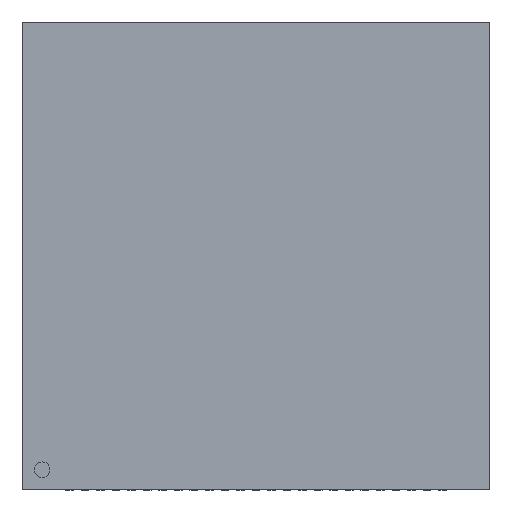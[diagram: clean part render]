
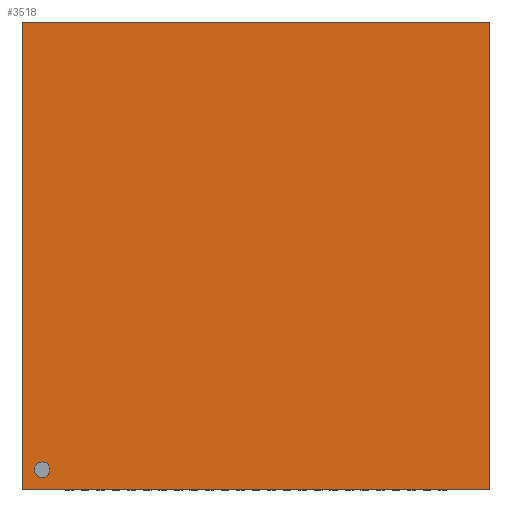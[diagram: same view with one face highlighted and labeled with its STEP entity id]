
A CAD part, top view. The second image highlights one B-rep face of the part: STEP entity #3518.
In plain terms, the highlighted planar face has unit normal (0, 0, 1).
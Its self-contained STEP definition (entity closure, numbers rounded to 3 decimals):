
#549 = LINE ( 'NONE', #17897, #11977 ) ;
#743 = EDGE_CURVE ( 'NONE', #16059, #23847, #25482, .T. ) ;
#1195 = LINE ( 'NONE', #7457, #22309 ) ;
#1292 = DIRECTION ( 'NONE',  ( 0., 0., 1. ) ) ;
#1799 = AXIS2_PLACEMENT_3D ( 'NONE', #25418, #21530, #2655 ) ;
#2248 = VERTEX_POINT ( 'NONE', #16670 ) ;
#2564 = DIRECTION ( 'NONE',  ( 1., 0., 0. ) ) ;
#2655 = DIRECTION ( 'NONE',  ( 1., 0., 0. ) ) ;
#2699 = PLANE ( 'NONE',  #12835 ) ;
#3015 = ORIENTED_EDGE ( 'NONE', *, *, #22649, .T. ) ;
#3518 = ADVANCED_FACE ( 'NONE', ( #13243, #21715 ), #2699, .T. ) ;
#4648 = CARTESIAN_POINT ( 'NONE',  ( -6., -6., 0.9 ) ) ;
#5370 = CARTESIAN_POINT ( 'NONE',  ( -5.5, -5.5, 0.9 ) ) ;
#5382 = ORIENTED_EDGE ( 'NONE', *, *, #7011, .T. ) ;
#5533 = VERTEX_POINT ( 'NONE', #25894 ) ;
#6876 = CARTESIAN_POINT ( 'NONE',  ( -6., -6., 0.9 ) ) ;
#7011 = EDGE_CURVE ( 'NONE', #2248, #5533, #549, .T. ) ;
#7457 = CARTESIAN_POINT ( 'NONE',  ( 6., 6., 0.9 ) ) ;
#7552 = DIRECTION ( 'NONE',  ( 1., 0., 0. ) ) ;
#7575 = CIRCLE ( 'NONE', #1799, 0.2 ) ;
#7771 = AXIS2_PLACEMENT_3D ( 'NONE', #5370, #9387, #22174 ) ;
#8042 = EDGE_CURVE ( 'NONE', #23847, #16059, #7575, .T. ) ;
#8585 = ORIENTED_EDGE ( 'NONE', *, *, #8042, .F. ) ;
#8838 = CARTESIAN_POINT ( 'NONE',  ( -6., 6., 0.9 ) ) ;
#9198 = VERTEX_POINT ( 'NONE', #22214 ) ;
#9387 = DIRECTION ( 'NONE',  ( 0., 0., 1. ) ) ;
#9646 = EDGE_CURVE ( 'NONE', #9198, #2248, #1195, .T. ) ;
#10763 = VECTOR ( 'NONE', #17433, 1000. ) ;
#11806 = CARTESIAN_POINT ( 'NONE',  ( -5.3, -5.5, 0.9 ) ) ;
#11977 = VECTOR ( 'NONE', #15537, 1000. ) ;
#12835 = AXIS2_PLACEMENT_3D ( 'NONE', #26574, #1292, #7552 ) ;
#13243 = FACE_OUTER_BOUND ( 'NONE', #17539, .T. ) ;
#13410 = LINE ( 'NONE', #8838, #10763 ) ;
#13819 = ORIENTED_EDGE ( 'NONE', *, *, #743, .F. ) ;
#13840 = VERTEX_POINT ( 'NONE', #6876 ) ;
#15537 = DIRECTION ( 'NONE',  ( -1., 0., 0. ) ) ;
#16059 = VERTEX_POINT ( 'NONE', #11806 ) ;
#16321 = VECTOR ( 'NONE', #2564, 1000. ) ;
#16670 = CARTESIAN_POINT ( 'NONE',  ( 6., 6., 0.9 ) ) ;
#17035 = EDGE_CURVE ( 'NONE', #13840, #9198, #17400, .T. ) ;
#17101 = ORIENTED_EDGE ( 'NONE', *, *, #9646, .T. ) ;
#17400 = LINE ( 'NONE', #4648, #16321 ) ;
#17433 = DIRECTION ( 'NONE',  ( 0., -1., 0. ) ) ;
#17539 = EDGE_LOOP ( 'NONE', ( #17101, #5382, #3015, #20018 ) ) ;
#17897 = CARTESIAN_POINT ( 'NONE',  ( -6., 6., 0.9 ) ) ;
#18271 = CARTESIAN_POINT ( 'NONE',  ( -5.7, -5.5, 0.9 ) ) ;
#20018 = ORIENTED_EDGE ( 'NONE', *, *, #17035, .T. ) ;
#21530 = DIRECTION ( 'NONE',  ( 0., 0., 1. ) ) ;
#21715 = FACE_BOUND ( 'NONE', #22894, .T. ) ;
#22174 = DIRECTION ( 'NONE',  ( 1., 0., 0. ) ) ;
#22214 = CARTESIAN_POINT ( 'NONE',  ( 6., -6., 0.9 ) ) ;
#22309 = VECTOR ( 'NONE', #26615, 1000. ) ;
#22649 = EDGE_CURVE ( 'NONE', #5533, #13840, #13410, .T. ) ;
#22894 = EDGE_LOOP ( 'NONE', ( #13819, #8585 ) ) ;
#23847 = VERTEX_POINT ( 'NONE', #18271 ) ;
#25418 = CARTESIAN_POINT ( 'NONE',  ( -5.5, -5.5, 0.9 ) ) ;
#25482 = CIRCLE ( 'NONE', #7771, 0.2 ) ;
#25894 = CARTESIAN_POINT ( 'NONE',  ( -6., 6., 0.9 ) ) ;
#26574 = CARTESIAN_POINT ( 'NONE',  ( 0., 0., 0.9 ) ) ;
#26615 = DIRECTION ( 'NONE',  ( 0., 1., 0. ) ) ;
